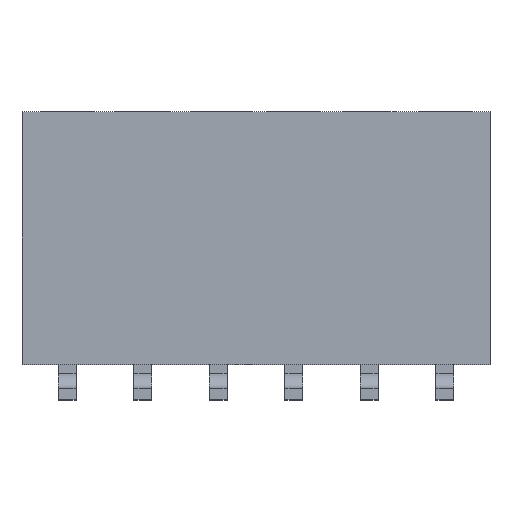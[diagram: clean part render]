
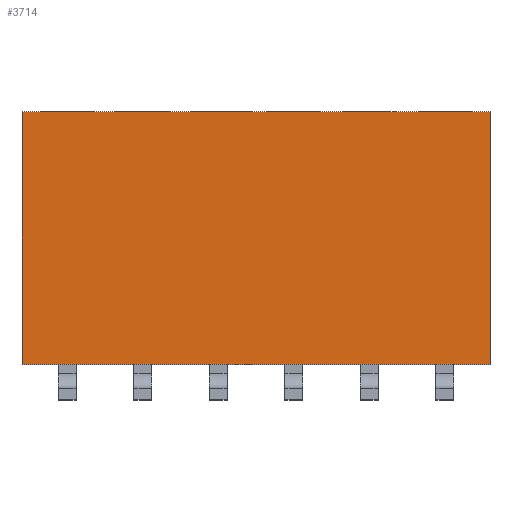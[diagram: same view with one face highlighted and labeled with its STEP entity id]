
A CAD part, top view. The second image highlights one B-rep face of the part: STEP entity #3714.
In plain terms, the highlighted planar face has unit normal (0, 0, 1).
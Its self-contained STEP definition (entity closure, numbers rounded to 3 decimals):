
#337 = VERTEX_POINT ( 'NONE', #950 ) ;
#560 = CARTESIAN_POINT ( 'NONE',  ( -7.87, 1.2, 2.5 ) ) ;
#662 = VERTEX_POINT ( 'NONE', #6918 ) ;
#792 = VECTOR ( 'NONE', #5784, 1000. ) ;
#893 = CARTESIAN_POINT ( 'NONE',  ( -7.87, 9.7, 2.5 ) ) ;
#950 = CARTESIAN_POINT ( 'NONE',  ( 7.87, 9.7, 2.5 ) ) ;
#1407 = VECTOR ( 'NONE', #6043, 1000. ) ;
#1565 = DIRECTION ( 'NONE',  ( 0., -1., 0. ) ) ;
#1597 = FACE_OUTER_BOUND ( 'NONE', #7617, .T. ) ;
#1760 = LINE ( 'NONE', #5411, #2887 ) ;
#1874 = EDGE_CURVE ( 'NONE', #7385, #2136, #1760, .T. ) ;
#2136 = VERTEX_POINT ( 'NONE', #8175 ) ;
#2384 = DIRECTION ( 'NONE',  ( 1., 0., 0. ) ) ;
#2522 = LINE ( 'NONE', #5452, #1407 ) ;
#2681 = DIRECTION ( 'NONE',  ( 0., 0., 1. ) ) ;
#2850 = ORIENTED_EDGE ( 'NONE', *, *, #3371, .F. ) ;
#2887 = VECTOR ( 'NONE', #1565, 1000. ) ;
#3371 = EDGE_CURVE ( 'NONE', #337, #662, #2522, .T. ) ;
#3379 = DIRECTION ( 'NONE',  ( 1., 0., 0. ) ) ;
#3500 = ORIENTED_EDGE ( 'NONE', *, *, #4851, .F. ) ;
#3573 = CARTESIAN_POINT ( 'NONE',  ( -7.87, 9.7, 2.5 ) ) ;
#3714 = ADVANCED_FACE ( 'NONE', ( #1597 ), #4453, .T. ) ;
#3815 = LINE ( 'NONE', #3573, #5324 ) ;
#3939 = CARTESIAN_POINT ( 'NONE',  ( -7.87, 1.2, 2.5 ) ) ;
#4453 = PLANE ( 'NONE',  #5568 ) ;
#4623 = ORIENTED_EDGE ( 'NONE', *, *, #7103, .T. ) ;
#4723 = ORIENTED_EDGE ( 'NONE', *, *, #1874, .T. ) ;
#4851 = EDGE_CURVE ( 'NONE', #7385, #337, #3815, .T. ) ;
#5324 = VECTOR ( 'NONE', #2384, 1000. ) ;
#5411 = CARTESIAN_POINT ( 'NONE',  ( -7.87, 1.2, 2.5 ) ) ;
#5452 = CARTESIAN_POINT ( 'NONE',  ( 7.87, 1.2, 2.5 ) ) ;
#5568 = AXIS2_PLACEMENT_3D ( 'NONE', #3939, #2681, #3379 ) ;
#5784 = DIRECTION ( 'NONE',  ( 1., 0., 0. ) ) ;
#6043 = DIRECTION ( 'NONE',  ( 0., -1., 0. ) ) ;
#6918 = CARTESIAN_POINT ( 'NONE',  ( 7.87, 1.2, 2.5 ) ) ;
#7103 = EDGE_CURVE ( 'NONE', #2136, #662, #7981, .T. ) ;
#7385 = VERTEX_POINT ( 'NONE', #893 ) ;
#7617 = EDGE_LOOP ( 'NONE', ( #2850, #3500, #4723, #4623 ) ) ;
#7981 = LINE ( 'NONE', #560, #792 ) ;
#8175 = CARTESIAN_POINT ( 'NONE',  ( -7.87, 1.2, 2.5 ) ) ;
